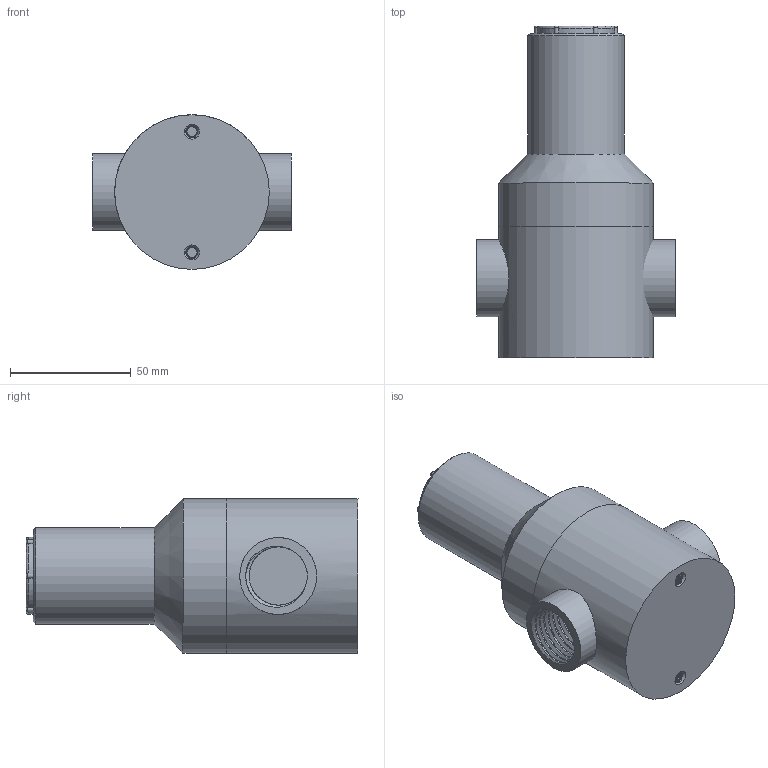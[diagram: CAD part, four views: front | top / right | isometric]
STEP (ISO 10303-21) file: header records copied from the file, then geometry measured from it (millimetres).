
FILE_DESCRIPTION (( 'STEP AP214' ), '1' );
FILE_NAME ('3-4-1101-3X.STEP', '2019-07-05T07:25:23', ( '' ), ( '' ), 'SwSTEP 2.0', 'SolidWorks 2019', '' );
FILE_SCHEMA (( 'AUTOMOTIVE_DESIGN' ));
Length unit declared in the file: millimetre
Products named in the file (10): 316 mc body 3-4; 3-4 threaded insert; 25mm Dust Cap; PVC Bonnet all size; PVC Bonnet all size_25mm PVC-304; 3-4-1101-3X
Assembly tree (5 placements, depth 2):
  3-4 threaded insert
  25mm Dust Cap
  316 mc body 3-4
  PVC Bonnet all size
  3-4 threaded insert
Bounding box: 82.14 x 137.44 x 64.07 mm (x, y, z)
Volume: 340558.8 mm3; surface area: 51112.4 mm2
Topology: 5 solids, 5 shells, 80 faces, 178 edges, 116 vertices
Faces by surface type: cylinder 28, plane 27, bspline 14, torus 7, cone 4
Full cylindrical faces by diameter (mm): 7.5 x1, 14.5 x1, 30 x1, 31.8 x1, 31.85 x2, 33 x1, 39 x1, 40 x1, 45 x1, 64 x2
Entity records: 13617 total; most frequent: CARTESIAN_POINT 11976, DIRECTION 282, ORIENTED_EDGE 256, AXIS2_PLACEMENT_3D 134, EDGE_CURVE 128, EDGE_LOOP 106, VERTEX_POINT 94, FACE_OUTER_BOUND 91
